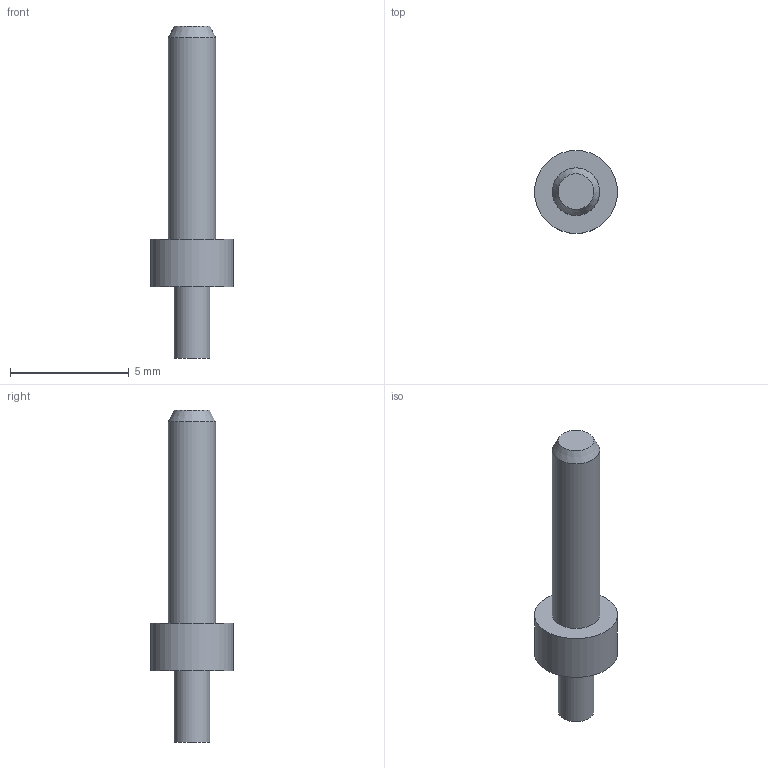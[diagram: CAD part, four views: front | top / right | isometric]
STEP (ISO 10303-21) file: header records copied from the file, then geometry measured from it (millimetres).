
FILE_DESCRIPTION(('FreeCAD Model'),'2;1');
FILE_NAME('Open CASCADE Shape Model','2022-05-08T09:40:32',( 'kicad StepUp'),('ksu MCAD'),'Open CASCADE STEP processor 7.5', 'FreeCAD','Unknown');
FILE_SCHEMA(('AUTOMOTIVE_DESIGN { 1 0 10303 214 1 1 1 1 }'));
Length unit declared in the file: millimetre
Products named in the file (1): Compound001
Bounding box: 3.5 x 3.5 x 14 mm (x, y, z)
Volume: 52.5 mm3; surface area: 126.6 mm2
Topology: 4 solids, 4 shells, 12 faces, 12 edges, 8 vertices
Faces by surface type: plane 8, cylinder 3, cone 1
Full cylindrical faces by diameter (mm): 1.5 x1, 2 x1, 3.5 x1
Entity records: 267 total; most frequent: DIRECTION 46, CARTESIAN_POINT 33, ORIENTED_EDGE 24, AXIS2_PLACEMENT_3D 21, ADVANCED_FACE 12, FACE_BOUND 12, EDGE_LOOP 12, EDGE_CURVE 12
